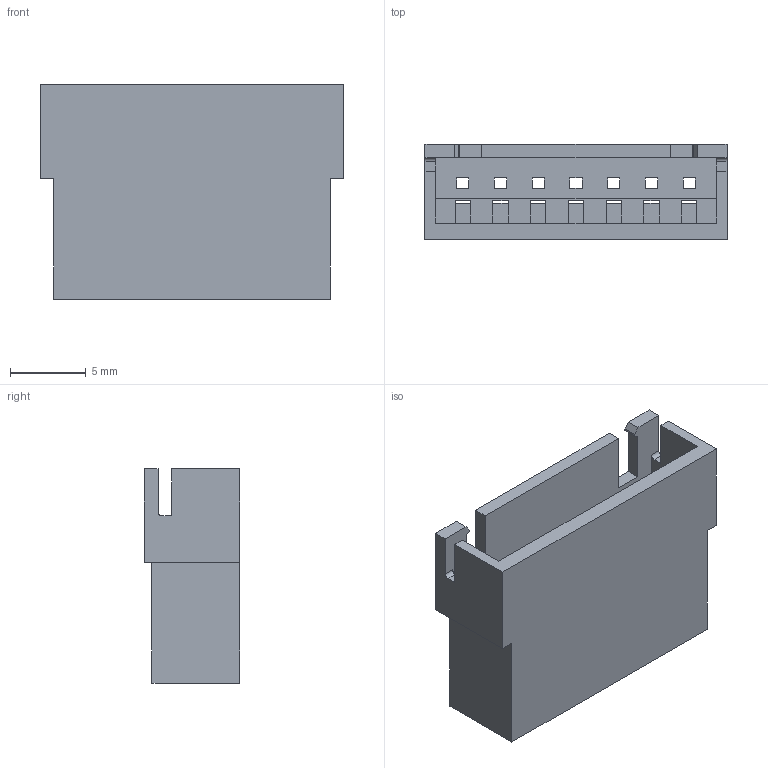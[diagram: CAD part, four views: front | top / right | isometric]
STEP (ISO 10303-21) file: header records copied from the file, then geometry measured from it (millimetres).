
FILE_DESCRIPTION (( 'STEP AP203' ), '1' );
FILE_NAME ('14K-507-210-AA1.STEP', '2024-02-23T14:32:10', ( '' ), ( '' ), 'SwSTEP 2.0', 'SolidWorks 2023', '' );
FILE_SCHEMA (( 'CONFIG_CONTROL_DESIGN' ));
Length unit declared in the file: millimetre
Products named in the file (1): 14K-507-210-AA1
Bounding box: 20 x 6.3 x 14.2 mm (x, y, z)
Volume: 852.8 mm3; surface area: 1946.7 mm2
Topology: 1 solids, 1 shells, 214 faces, 640 edges, 422 vertices
Faces by surface type: plane 210, cylinder 4
Entity records: 7173 total; most frequent: ORIENTED_EDGE 1280, CARTESIAN_POINT 1277, DIRECTION 1078, EDGE_CURVE 640, LINE 632, VECTOR 632, VERTEX_POINT 422, EDGE_LOOP 236
